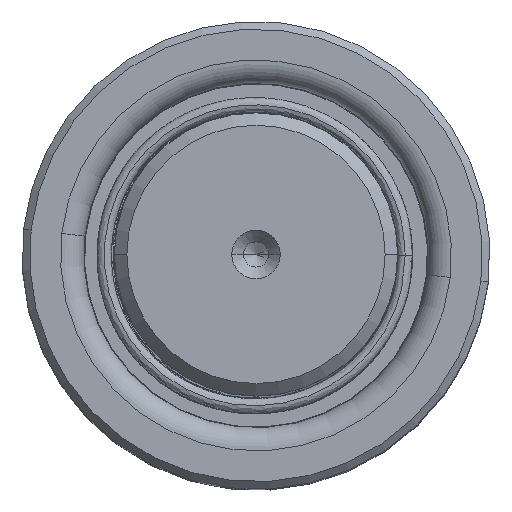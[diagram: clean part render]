
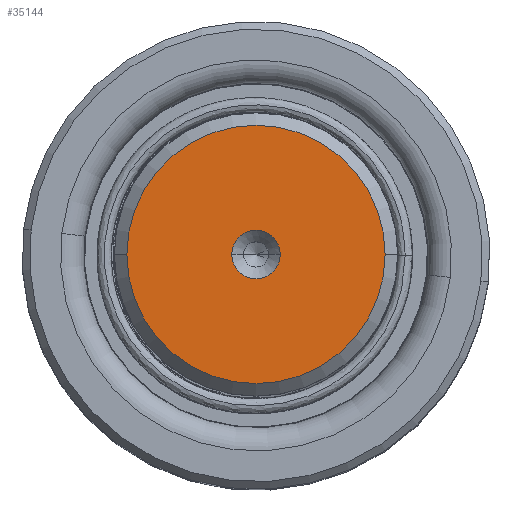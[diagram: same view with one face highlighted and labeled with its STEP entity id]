
A CAD part, top view. The second image highlights one B-rep face of the part: STEP entity #35144.
In plain terms, the highlighted planar face has unit normal (0, 0, 1).
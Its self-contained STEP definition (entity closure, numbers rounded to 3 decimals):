
#1229 = CARTESIAN_POINT ( 'NONE',  ( -20.514, 0., 190. ) ) ;
#2173 = AXIS2_PLACEMENT_3D ( 'NONE', #7737, #59688, #64353 ) ;
#2810 = VERTEX_POINT ( 'NONE', #31788 ) ;
#5172 = DIRECTION ( 'NONE',  ( 0., 0., 1. ) ) ;
#5935 = CARTESIAN_POINT ( 'NONE',  ( 0., 0., 190. ) ) ;
#6183 = FACE_OUTER_BOUND ( 'NONE', #55771, .T. ) ;
#6518 = AXIS2_PLACEMENT_3D ( 'NONE', #52630, #62602, #42805 ) ;
#7737 = CARTESIAN_POINT ( 'NONE',  ( 0., 0., 190. ) ) ;
#9145 = DIRECTION ( 'NONE',  ( 0., 0., 1. ) ) ;
#9251 = EDGE_CURVE ( 'NONE', #2810, #38328, #38181, .T. ) ;
#12898 = ORIENTED_EDGE ( 'NONE', *, *, #9251, .T. ) ;
#13472 = EDGE_CURVE ( 'NONE', #38328, #2810, #29732, .T. ) ;
#14512 = CARTESIAN_POINT ( 'NONE',  ( -3.85, 0., 190. ) ) ;
#15498 = DIRECTION ( 'NONE',  ( 0., 0., 1. ) ) ;
#18688 = CARTESIAN_POINT ( 'NONE',  ( 0., 0., 190. ) ) ;
#20061 = CARTESIAN_POINT ( 'NONE',  ( 0., 0., 190. ) ) ;
#24215 = AXIS2_PLACEMENT_3D ( 'NONE', #5935, #15498, #41470 ) ;
#24228 = EDGE_CURVE ( 'NONE', #26965, #48247, #26990, .T. ) ;
#25114 = EDGE_LOOP ( 'NONE', ( #44515, #47469 ) ) ;
#26965 = VERTEX_POINT ( 'NONE', #63078 ) ;
#26990 = CIRCLE ( 'NONE', #54373, 3.85 ) ;
#29732 = CIRCLE ( 'NONE', #24215, 20.514 ) ;
#31788 = CARTESIAN_POINT ( 'NONE',  ( 20.514, 0., 190. ) ) ;
#35144 = ADVANCED_FACE ( 'NONE', ( #48287, #6183 ), #53288, .T. ) ;
#37531 = EDGE_CURVE ( 'NONE', #48247, #26965, #41194, .T. ) ;
#37734 = ORIENTED_EDGE ( 'NONE', *, *, #13472, .T. ) ;
#38181 = CIRCLE ( 'NONE', #6518, 20.514 ) ;
#38328 = VERTEX_POINT ( 'NONE', #1229 ) ;
#41194 = CIRCLE ( 'NONE', #55064, 3.85 ) ;
#41470 = DIRECTION ( 'NONE',  ( 1., 0., 0. ) ) ;
#42805 = DIRECTION ( 'NONE',  ( 1., 0., 0. ) ) ;
#44515 = ORIENTED_EDGE ( 'NONE', *, *, #24228, .F. ) ;
#45793 = DIRECTION ( 'NONE',  ( 1., 0., 0. ) ) ;
#47469 = ORIENTED_EDGE ( 'NONE', *, *, #37531, .F. ) ;
#48247 = VERTEX_POINT ( 'NONE', #14512 ) ;
#48287 = FACE_BOUND ( 'NONE', #25114, .T. ) ;
#52630 = CARTESIAN_POINT ( 'NONE',  ( 0., 0., 190. ) ) ;
#53288 = PLANE ( 'NONE',  #2173 ) ;
#54373 = AXIS2_PLACEMENT_3D ( 'NONE', #20061, #5172, #45793 ) ;
#55064 = AXIS2_PLACEMENT_3D ( 'NONE', #18688, #9145, #64427 ) ;
#55771 = EDGE_LOOP ( 'NONE', ( #37734, #12898 ) ) ;
#59688 = DIRECTION ( 'NONE',  ( 0., 0., 1. ) ) ;
#62602 = DIRECTION ( 'NONE',  ( 0., 0., 1. ) ) ;
#63078 = CARTESIAN_POINT ( 'NONE',  ( 3.85, 0., 190. ) ) ;
#64353 = DIRECTION ( 'NONE',  ( 1., 0., 0. ) ) ;
#64427 = DIRECTION ( 'NONE',  ( 1., 0., 0. ) ) ;
